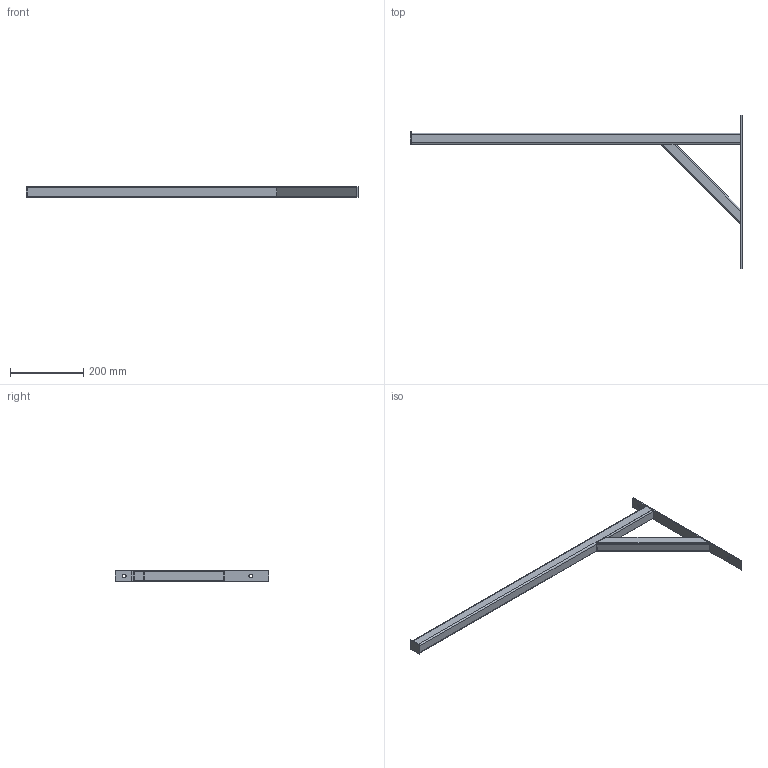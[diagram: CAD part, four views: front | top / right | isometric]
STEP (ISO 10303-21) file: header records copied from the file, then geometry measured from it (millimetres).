
FILE_DESCRIPTION (( 'STEP AP203' ), '1' );
FILE_NAME ('Sorting bag hanger.STEP', '2019-12-26T21:49:49', ( '' ), ( '' ), 'SwSTEP 2.0', 'SolidWorks 2016', '' );
FILE_SCHEMA (( 'CONFIG_CONTROL_DESIGN' ));
Length unit declared in the file: millimetre
Products named in the file (1): Sorting bag hanger
Bounding box: 906 x 420 x 30 mm (x, y, z)
Volume: 292643.7 mm3; surface area: 283461.1 mm2
Topology: 4 solids, 4 shells, 52 faces, 132 edges, 88 vertices
Faces by surface type: plane 32, cylinder 20
Entity records: 1647 total; most frequent: CARTESIAN_POINT 321, ORIENTED_EDGE 264, DIRECTION 246, EDGE_CURVE 132, VECTOR 92, LINE 92, VERTEX_POINT 88, AXIS2_PLACEMENT_3D 77
